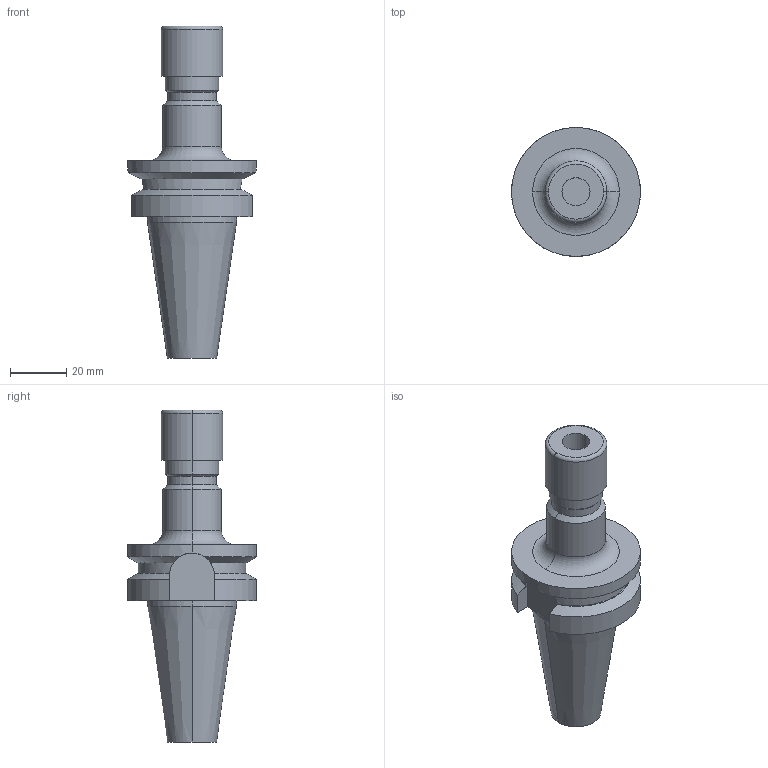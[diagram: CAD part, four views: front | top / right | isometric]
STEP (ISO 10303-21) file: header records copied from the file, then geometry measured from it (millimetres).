
FILE_DESCRIPTION (( 'STEP AP203' ), '1' );
FILE_NAME ('STP-16308.STEP', '2018-12-22T05:27:53', ( '' ), ( '' ), 'SwSTEP 2.0', 'SolidWorks 2017', '' );
FILE_SCHEMA (( 'CONFIG_CONTROL_DESIGN' ));
Length unit declared in the file: millimetre
Products named in the file (1): STP-16308
Bounding box: 46 x 46 x 118.4 mm (x, y, z)
Volume: 64054.5 mm3; surface area: 15505.4 mm2
Topology: 1 solids, 1 shells, 61 faces, 142 edges, 88 vertices
Faces by surface type: cylinder 27, plane 18, cone 12, torus 4
Entity records: 1872 total; most frequent: CARTESIAN_POINT 394, DIRECTION 309, ORIENTED_EDGE 280, EDGE_CURVE 140, AXIS2_PLACEMENT_3D 127, VERTEX_POINT 88, EDGE_LOOP 68, CIRCLE 65
